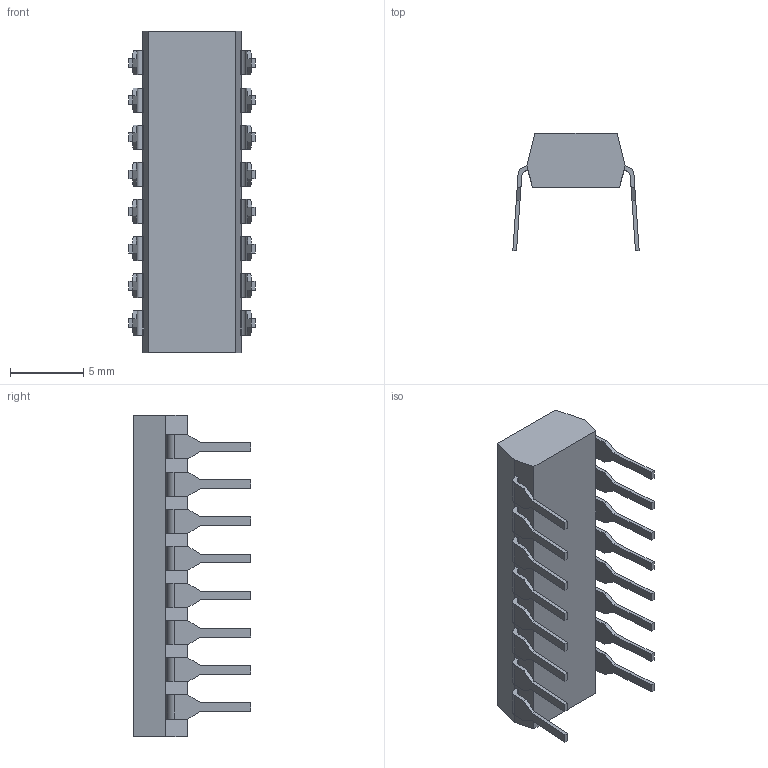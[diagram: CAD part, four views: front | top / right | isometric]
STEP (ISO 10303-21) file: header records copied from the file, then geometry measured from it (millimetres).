
FILE_DESCRIPTION((''),'2;1');
FILE_NAME('4120R','2012-08-22T',('ryans'),('Bourns, Inc.'),'PRO/ENGINEER BY PARAMETRIC TECHNOLOGY CORPORATION, 2010100','PRO/ENGINEER BY PARAMETRIC TECHNOLOGY CORPORATION, 2010100','');
FILE_SCHEMA(('CONFIG_CONTROL_DESIGN'));
Length unit declared in the file: millimetre
Products named in the file (1): 4120R
Bounding box: 8.64 x 8 x 21.97 mm (x, y, z)
Volume: 527.7 mm3; surface area: 695.8 mm2
Topology: 1 solids, 1 shells, 216 faces, 594 edges, 396 vertices
Faces by surface type: plane 184, cylinder 32
Entity records: 6820 total; most frequent: CARTESIAN_POINT 1206, ORIENTED_EDGE 1188, DIRECTION 1090, EDGE_CURVE 594, VECTOR 530, LINE 530, VERTEX_POINT 396, AXIS2_PLACEMENT_3D 280
